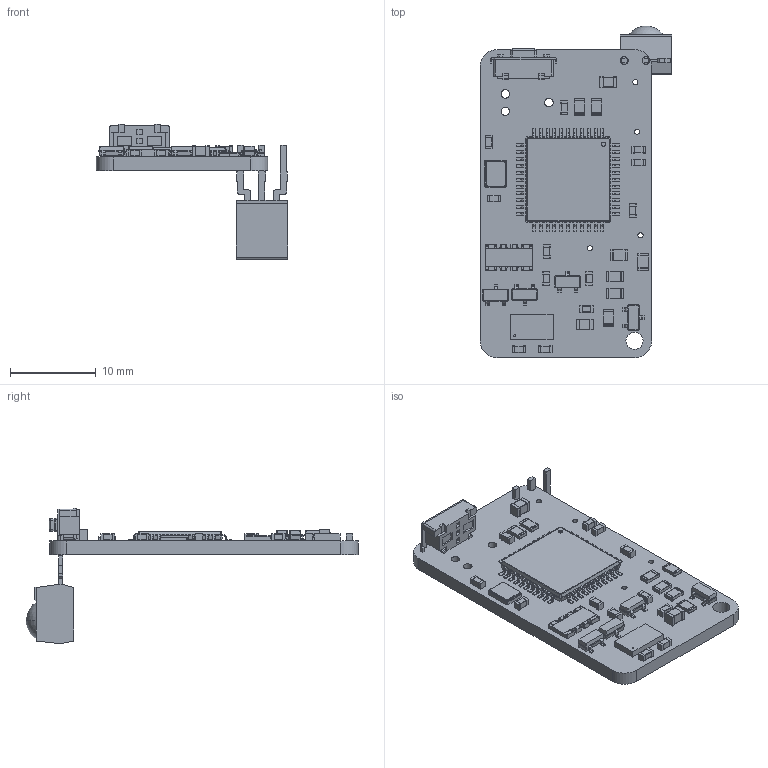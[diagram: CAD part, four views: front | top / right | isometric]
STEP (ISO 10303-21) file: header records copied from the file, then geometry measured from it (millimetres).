
FILE_DESCRIPTION(('KiCad electronic assembly'),'2;1');
FILE_NAME('LED_poi_brd.step','2024-04-03T23:10:29',('Pcbnew'),('Kicad'), 'Open CASCADE STEP processor 7.6','KiCad to STEP converter','Unknown' );
FILE_SCHEMA(('AUTOMOTIVE_DESIGN { 1 0 10303 214 1 1 1 1 }'));
Length unit declared in the file: millimetre
Products named in the file (22): LED_poi_brd 1; C_0603_1608Metric; SOT-23; SOT_23; R_Array_Convex_4x1206; TL3330_sw_model; 2; R_0805_2012Metric; C_0805_2012Metric; Crystal_SMD_SeikoEpson_FA238-4Pin_3.2x2.5mm; TQFP-44_10x10mm_P0.8mm; TQFP_44_10x10mm_P08mm; LGA-14_3x5mm_P0.8mm_LayoutBorder1x6y; LGA_14_3x5mm_P08mm_LayoutBorder1x6y; Vishay_MOLD-3Pin; Vishay_MOLD-3pin; _autosave-LED_poi_PCB
Assembly tree (42 placements, depth 3):
  LED_poi_brd 1
    C_0603_1608Metric  x12
      C_0603_1608Metric
    SOT-23  x4
      SOT_23
    R_Array_Convex_4x1206
      R_Array_Convex_4x1206
    TL3330_sw_model
      2
    R_0805_2012Metric  x7
      R_0805_2012Metric
    C_0805_2012Metric  x2
      C_0805_2012Metric
    Crystal_SMD_SeikoEpson_FA238-4Pin_3.2x2.5mm
      Crystal_SMD_SeikoEpson_FA238-4Pin_3.2x2.5mm
    TQFP-44_10x10mm_P0.8mm
      TQFP_44_10x10mm_P08mm
    LGA-14_3x5mm_P0.8mm_LayoutBorder1x6y
      LGA_14_3x5mm_P08mm_LayoutBorder1x6y
    Vishay_MOLD-3Pin
      Vishay_MOLD-3pin
    _autosave-LED_poi_PCB
Bounding box: 22.34 x 38.75 x 15.79 mm (x, y, z)
Volume: 1536.2 mm3; surface area: 2741.8 mm2
Topology: 47 solids, 47 shells, 2338 faces, 6102 edges, 3912 vertices
Faces by surface type: plane 1489, cylinder 639, bspline 192, sphere 18
Full cylindrical faces by diameter (mm): 0.2 x1, 0.5 x1, 0.6 x4, 0.762 x2, 0.9 x2, 0.991 x3, 2 x1
Entity records: 61292 total; most frequent: CARTESIAN_POINT 11609, ORIENTED_EDGE 8572, DIRECTION 8137, EDGE_CURVE 4286, LINE 3351, VECTOR 3351, VERTEX_POINT 2754, AXIS2_PLACEMENT_3D 2393
